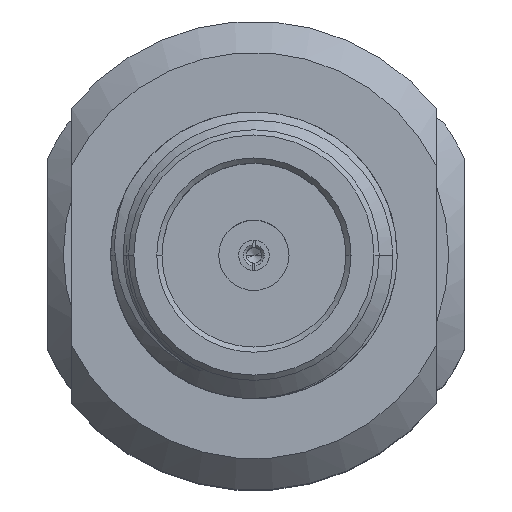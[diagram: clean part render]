
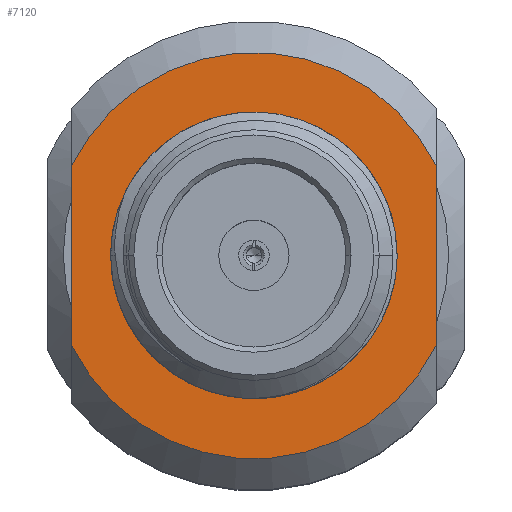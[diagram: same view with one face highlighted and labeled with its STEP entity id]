
A CAD part, top view. The second image highlights one B-rep face of the part: STEP entity #7120.
In plain terms, the highlighted planar face has unit normal (0, 0, 1).
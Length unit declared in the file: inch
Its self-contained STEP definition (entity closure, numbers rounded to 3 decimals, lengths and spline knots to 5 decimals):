
#164 = CARTESIAN_POINT ( 'NONE',  ( -0.03041, 0.02928, 0.81791 ) ) ;
#431 = EDGE_CURVE ( 'NONE', #10232, #5100, #4066, .T. ) ;
#451 = EDGE_LOOP ( 'NONE', ( #5782, #9370, #7991, #9947 ) ) ;
#467 = CARTESIAN_POINT ( 'NONE',  ( 0.24518, -0.10619, 0.81791 ) ) ;
#635 = LINE ( 'NONE', #3825, #7527 ) ;
#811 = VERTEX_POINT ( 'NONE', #5016 ) ;
#883 = CARTESIAN_POINT ( 'NONE',  ( 0.10738, -0.03846, 0.81791 ) ) ;
#1287 = CIRCLE ( 'NONE', #9330, 0.15354 ) ;
#1406 = EDGE_CURVE ( 'NONE', #1683, #811, #10302, .T. ) ;
#1510 = AXIS2_PLACEMENT_3D ( 'NONE', #2523, #1645, #9768 ) ;
#1645 = DIRECTION ( 'NONE',  ( 0., 0., 1. ) ) ;
#1683 = VERTEX_POINT ( 'NONE', #3612 ) ;
#1876 = AXIS2_PLACEMENT_3D ( 'NONE', #4432, #10041, #6752 ) ;
#2011 = FACE_BOUND ( 'NONE', #6843, .T. ) ;
#2123 = PLANE ( 'NONE',  #1876 ) ;
#2141 = CARTESIAN_POINT ( 'NONE',  ( 0.24518, 0.02928, 0.81791 ) ) ;
#2523 = CARTESIAN_POINT ( 'NONE',  ( 0.10738, -0.03846, 0.81791 ) ) ;
#3251 = EDGE_CURVE ( 'NONE', #5881, #6023, #635, .T. ) ;
#3601 = FACE_OUTER_BOUND ( 'NONE', #451, .T. ) ;
#3612 = CARTESIAN_POINT ( 'NONE',  ( 0.20089, -0.03846, 0.81791 ) ) ;
#3788 = DIRECTION ( 'NONE',  ( 0., 0., -1. ) ) ;
#3825 = CARTESIAN_POINT ( 'NONE',  ( -0.03041, -0.35228, 0.81791 ) ) ;
#3926 = DIRECTION ( 'NONE',  ( 1., 0., 0. ) ) ;
#4066 = LINE ( 'NONE', #7915, #10296 ) ;
#4296 = EDGE_CURVE ( 'NONE', #811, #1683, #9703, .T. ) ;
#4432 = CARTESIAN_POINT ( 'NONE',  ( 0.10738, -0.03846, 0.81791 ) ) ;
#4459 = AXIS2_PLACEMENT_3D ( 'NONE', #7586, #3788, #5206 ) ;
#4663 = EDGE_CURVE ( 'NONE', #10232, #6023, #6034, .T. ) ;
#4848 = DIRECTION ( 'NONE',  ( 0., -1., 0. ) ) ;
#5016 = CARTESIAN_POINT ( 'NONE',  ( 0.01388, -0.03846, 0.81791 ) ) ;
#5100 = VERTEX_POINT ( 'NONE', #467 ) ;
#5206 = DIRECTION ( 'NONE',  ( 1., 0., 0. ) ) ;
#5392 = CARTESIAN_POINT ( 'NONE',  ( -0.03041, -0.10619, 0.81791 ) ) ;
#5495 = DIRECTION ( 'NONE',  ( 0., 0., -1. ) ) ;
#5782 = ORIENTED_EDGE ( 'NONE', *, *, #3251, .F. ) ;
#5881 = VERTEX_POINT ( 'NONE', #5392 ) ;
#6001 = EDGE_CURVE ( 'NONE', #5881, #5100, #1287, .T. ) ;
#6023 = VERTEX_POINT ( 'NONE', #164 ) ;
#6034 = CIRCLE ( 'NONE', #1510, 0.15354 ) ;
#6752 = DIRECTION ( 'NONE',  ( 1., 0., 0. ) ) ;
#6843 = EDGE_LOOP ( 'NONE', ( #9506, #7195 ) ) ;
#7027 = DIRECTION ( 'NONE',  ( 0., 1., 0. ) ) ;
#7120 = ADVANCED_FACE ( 'NONE', ( #2011, #3601 ), #2123, .T. ) ;
#7195 = ORIENTED_EDGE ( 'NONE', *, *, #4296, .T. ) ;
#7527 = VECTOR ( 'NONE', #7027, 39.37008 ) ;
#7542 = DIRECTION ( 'NONE',  ( 1., 0., 0. ) ) ;
#7586 = CARTESIAN_POINT ( 'NONE',  ( 0.10738, -0.03846, 0.81791 ) ) ;
#7915 = CARTESIAN_POINT ( 'NONE',  ( 0.24518, -0.35228, 0.81791 ) ) ;
#7977 = CARTESIAN_POINT ( 'NONE',  ( 0.10738, -0.03846, 0.81791 ) ) ;
#7991 = ORIENTED_EDGE ( 'NONE', *, *, #431, .F. ) ;
#9160 = DIRECTION ( 'NONE',  ( 0., 0., 1. ) ) ;
#9330 = AXIS2_PLACEMENT_3D ( 'NONE', #883, #9160, #7542 ) ;
#9370 = ORIENTED_EDGE ( 'NONE', *, *, #6001, .T. ) ;
#9506 = ORIENTED_EDGE ( 'NONE', *, *, #1406, .T. ) ;
#9703 = CIRCLE ( 'NONE', #9860, 0.0935 ) ;
#9768 = DIRECTION ( 'NONE',  ( 1., 0., 0. ) ) ;
#9860 = AXIS2_PLACEMENT_3D ( 'NONE', #7977, #5495, #3926 ) ;
#9947 = ORIENTED_EDGE ( 'NONE', *, *, #4663, .T. ) ;
#10041 = DIRECTION ( 'NONE',  ( 0., 0., 1. ) ) ;
#10232 = VERTEX_POINT ( 'NONE', #2141 ) ;
#10296 = VECTOR ( 'NONE', #4848, 39.37008 ) ;
#10302 = CIRCLE ( 'NONE', #4459, 0.0935 ) ;
